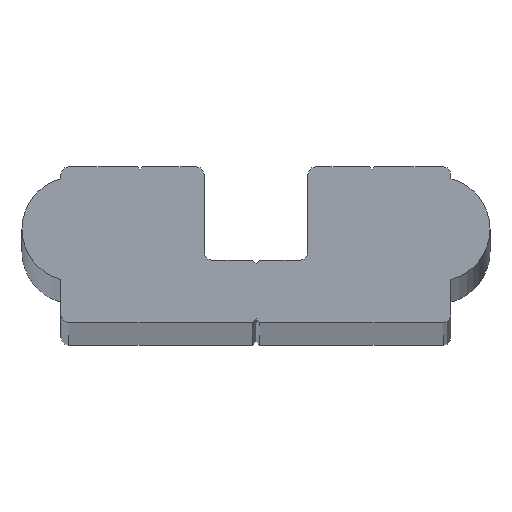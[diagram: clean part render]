
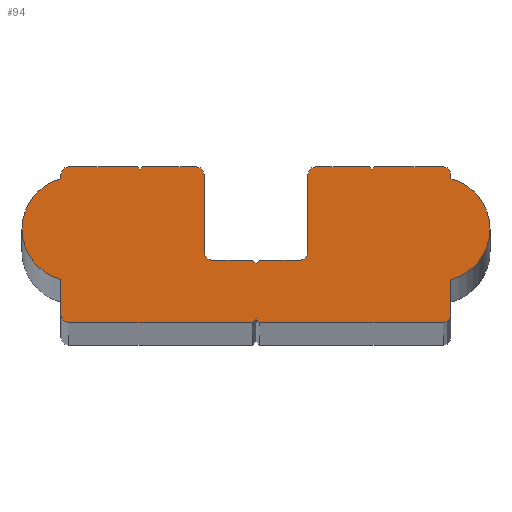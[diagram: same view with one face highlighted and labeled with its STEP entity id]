
A CAD part, top view. The second image highlights one B-rep face of the part: STEP entity #94.
In plain terms, the highlighted planar face has unit normal (0, 0, 1).
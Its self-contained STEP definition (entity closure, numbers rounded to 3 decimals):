
#94=ADVANCED_FACE('',(#150),#151,.T.);
#150=FACE_OUTER_BOUND('',#222,.T.);
#151=PLANE('',#223);
#222=EDGE_LOOP('',(#419,#420,#421,#422,#423,#424,#425,#426,#427,#428,#429,#430,#431,#432,#433,#434,#435,#436,#437,#438,#439,#440,#441,#442,#443,#444,#445,#446,#447,#448,#449,#450,#451,#452));
#223=AXIS2_PLACEMENT_3D('',#453,#454,#455);
#419=ORIENTED_EDGE('',*,*,#582,.T.);
#420=ORIENTED_EDGE('',*,*,#644,.F.);
#421=ORIENTED_EDGE('',*,*,#645,.F.);
#422=ORIENTED_EDGE('',*,*,#646,.F.);
#423=ORIENTED_EDGE('',*,*,#647,.F.);
#424=ORIENTED_EDGE('',*,*,#627,.F.);
#425=ORIENTED_EDGE('',*,*,#625,.T.);
#426=ORIENTED_EDGE('',*,*,#623,.T.);
#427=ORIENTED_EDGE('',*,*,#648,.F.);
#428=ORIENTED_EDGE('',*,*,#649,.F.);
#429=ORIENTED_EDGE('',*,*,#650,.F.);
#430=ORIENTED_EDGE('',*,*,#651,.F.);
#431=ORIENTED_EDGE('',*,*,#620,.F.);
#432=ORIENTED_EDGE('',*,*,#616,.T.);
#433=ORIENTED_EDGE('',*,*,#619,.T.);
#434=ORIENTED_EDGE('',*,*,#652,.F.);
#435=ORIENTED_EDGE('',*,*,#653,.F.);
#436=ORIENTED_EDGE('',*,*,#654,.F.);
#437=ORIENTED_EDGE('',*,*,#569,.T.);
#438=ORIENTED_EDGE('',*,*,#643,.T.);
#439=ORIENTED_EDGE('',*,*,#655,.F.);
#440=ORIENTED_EDGE('',*,*,#656,.F.);
#441=ORIENTED_EDGE('',*,*,#634,.F.);
#442=ORIENTED_EDGE('',*,*,#629,.T.);
#443=ORIENTED_EDGE('',*,*,#632,.T.);
#444=ORIENTED_EDGE('',*,*,#637,.F.);
#445=ORIENTED_EDGE('',*,*,#657,.F.);
#446=ORIENTED_EDGE('',*,*,#640,.F.);
#447=ORIENTED_EDGE('',*,*,#638,.T.);
#448=ORIENTED_EDGE('',*,*,#575,.T.);
#449=ORIENTED_EDGE('',*,*,#658,.F.);
#450=ORIENTED_EDGE('',*,*,#659,.F.);
#451=ORIENTED_EDGE('',*,*,#613,.F.);
#452=ORIENTED_EDGE('',*,*,#578,.T.);
#453=CARTESIAN_POINT('',(0.,14.338,2500.0));
#454=DIRECTION('',(0.0,0.0,1.0));
#455=DIRECTION('',(1.0,0.0,0.0));
#569=EDGE_CURVE('',#673,#670,#674,.T.);
#575=EDGE_CURVE('',#679,#683,#685,.T.);
#578=EDGE_CURVE('',#691,#689,#692,.T.);
#582=EDGE_CURVE('',#689,#696,#698,.T.);
#613=EDGE_CURVE('',#691,#756,#757,.T.);
#616=EDGE_CURVE('',#761,#759,#762,.T.);
#619=EDGE_CURVE('',#759,#764,#766,.T.);
#620=EDGE_CURVE('',#761,#767,#768,.T.);
#623=EDGE_CURVE('',#772,#770,#773,.T.);
#625=EDGE_CURVE('',#775,#772,#776,.T.);
#627=EDGE_CURVE('',#775,#778,#779,.T.);
#629=EDGE_CURVE('',#781,#782,#783,.T.);
#632=EDGE_CURVE('',#782,#786,#787,.T.);
#634=EDGE_CURVE('',#781,#789,#790,.T.);
#637=EDGE_CURVE('',#792,#786,#794,.T.);
#638=EDGE_CURVE('',#795,#679,#796,.T.);
#640=EDGE_CURVE('',#795,#798,#799,.T.);
#643=EDGE_CURVE('',#670,#801,#803,.T.);
#644=EDGE_CURVE('',#804,#696,#805,.T.);
#645=EDGE_CURVE('',#806,#804,#807,.T.);
#646=EDGE_CURVE('',#808,#806,#809,.T.);
#647=EDGE_CURVE('',#778,#808,#810,.T.);
#648=EDGE_CURVE('',#811,#770,#812,.T.);
#649=EDGE_CURVE('',#813,#811,#814,.T.);
#650=EDGE_CURVE('',#815,#813,#816,.T.);
#651=EDGE_CURVE('',#767,#815,#817,.T.);
#652=EDGE_CURVE('',#818,#764,#819,.T.);
#653=EDGE_CURVE('',#820,#818,#821,.T.);
#654=EDGE_CURVE('',#673,#820,#822,.T.);
#655=EDGE_CURVE('',#823,#801,#824,.T.);
#656=EDGE_CURVE('',#789,#823,#825,.T.);
#657=EDGE_CURVE('',#798,#792,#826,.T.);
#658=EDGE_CURVE('',#827,#683,#828,.T.);
#659=EDGE_CURVE('',#756,#827,#829,.T.);
#670=VERTEX_POINT('',#840);
#673=VERTEX_POINT('',#844);
#674=CIRCLE('',#845,10.0);
#679=VERTEX_POINT('',#851);
#683=VERTEX_POINT('',#856);
#685=CIRCLE('',#859,10.0);
#689=VERTEX_POINT('',#864);
#691=VERTEX_POINT('',#867);
#692=LINE('',#868,#869);
#696=VERTEX_POINT('',#875);
#698=LINE('',#878,#879);
#756=VERTEX_POINT('',#957);
#757=LINE('',#958,#959);
#759=VERTEX_POINT('',#962);
#761=VERTEX_POINT('',#965);
#762=LINE('',#966,#967);
#764=VERTEX_POINT('',#970);
#766=LINE('',#973,#974);
#767=VERTEX_POINT('',#975);
#768=LINE('',#976,#977);
#770=VERTEX_POINT('',#980);
#772=VERTEX_POINT('',#983);
#773=LINE('',#984,#985);
#775=VERTEX_POINT('',#988);
#776=LINE('',#989,#990);
#778=VERTEX_POINT('',#993);
#779=LINE('',#994,#995);
#781=VERTEX_POINT('',#998);
#782=VERTEX_POINT('',#999);
#783=LINE('',#1000,#1001);
#786=VERTEX_POINT('',#1006);
#787=LINE('',#1007,#1008);
#789=VERTEX_POINT('',#1011);
#790=LINE('',#1012,#1013);
#792=VERTEX_POINT('',#1016);
#794=LINE('',#1019,#1020);
#795=VERTEX_POINT('',#1021);
#796=CIRCLE('',#1022,10.0);
#798=VERTEX_POINT('',#1025);
#799=LINE('',#1026,#1027);
#801=VERTEX_POINT('',#1030);
#803=CIRCLE('',#1033,10.0);
#804=VERTEX_POINT('',#1034);
#805=LINE('',#1035,#1036);
#806=VERTEX_POINT('',#1037);
#807=CIRCLE('',#1038,1.5);
#808=VERTEX_POINT('',#1039);
#809=LINE('',#1040,#1041);
#810=CIRCLE('',#1042,1.5);
#811=VERTEX_POINT('',#1043);
#812=LINE('',#1044,#1045);
#813=VERTEX_POINT('',#1046);
#814=CIRCLE('',#1047,1.5);
#815=VERTEX_POINT('',#1048);
#816=LINE('',#1049,#1050);
#817=CIRCLE('',#1051,1.5);
#818=VERTEX_POINT('',#1052);
#819=LINE('',#1053,#1054);
#820=VERTEX_POINT('',#1055);
#821=CIRCLE('',#1056,1.5);
#822=LINE('',#1057,#1058);
#823=VERTEX_POINT('',#1059);
#824=LINE('',#1060,#1061);
#825=CIRCLE('',#1062,1.5);
#826=CIRCLE('',#1063,1.5);
#827=VERTEX_POINT('',#1064);
#828=LINE('',#1065,#1066);
#829=CIRCLE('',#1067,1.5);
#840=CARTESIAN_POINT('',(-45.0,18.0,2500.0));
#844=CARTESIAN_POINT('',(-37.5,27.682,2500.0));
#845=AXIS2_PLACEMENT_3D('',#1089,#1090,#1091);
#851=CARTESIAN_POINT('',(45.0,18.0,2500.0));
#856=CARTESIAN_POINT('',(37.5,27.682,2500.0));
#859=AXIS2_PLACEMENT_3D('',#1101,#1102,#1103);
#864=CARTESIAN_POINT('',(22.325,29.493,2500.0));
#867=CARTESIAN_POINT('',(22.832,30.0,2500.0));
#868=CARTESIAN_POINT('',(13.132,20.3,2500.0));
#869=VECTOR('',#1106,1.0);
#875=CARTESIAN_POINT('',(21.818,30.0,2500.0));
#878=CARTESIAN_POINT('',(20.356,31.462,2500.0));
#879=VECTOR('',#1110,1.0);
#957=CARTESIAN_POINT('',(36.0,30.0,2500.0));
#958=CARTESIAN_POINT('',(36.0,30.0,2500.0));
#959=VECTOR('',#1161,1.0);
#962=CARTESIAN_POINT('',(-22.325,29.493,2500.0));
#965=CARTESIAN_POINT('',(-21.818,30.0,2500.0));
#966=CARTESIAN_POINT('',(-20.356,31.462,2500.0));
#967=VECTOR('',#1164,1.0);
#970=CARTESIAN_POINT('',(-22.832,30.0,2500.0));
#973=CARTESIAN_POINT('',(-13.132,20.3,2500.0));
#974=VECTOR('',#1167,1.0);
#975=CARTESIAN_POINT('',(-11.5,30.0,2500.0));
#976=CARTESIAN_POINT('',(-36.0,30.0,2500.0));
#977=VECTOR('',#1168,1.0);
#980=CARTESIAN_POINT('',(-0.707,12.0,2500.0));
#983=CARTESIAN_POINT('',(0.0,11.293,2500.0));
#984=CARTESIAN_POINT('',(-0.938,12.231,2500.0));
#985=VECTOR('',#1171,1.0);
#988=CARTESIAN_POINT('',(0.707,12.0,2500.0));
#989=CARTESIAN_POINT('',(0.938,12.231,2500.0));
#990=VECTOR('',#1173,1.0);
#993=CARTESIAN_POINT('',(8.5,12.0,2500.0));
#994=CARTESIAN_POINT('',(-8.5,12.0,2500.0));
#995=VECTOR('',#1175,1.0);
#998=CARTESIAN_POINT('',(-0.707,0.0,2500.0));
#999=CARTESIAN_POINT('',(0.0,0.707,2500.0));
#1000=CARTESIAN_POINT('',(3.231,3.938,2500.0));
#1001=VECTOR('',#1177,1.0);
#1006=CARTESIAN_POINT('',(0.707,0.0,2500.0));
#1007=CARTESIAN_POINT('',(-3.231,3.938,2500.0));
#1008=VECTOR('',#1180,1.0);
#1011=CARTESIAN_POINT('',(-36.0,0.,2500.0));
#1012=CARTESIAN_POINT('',(-36.0,0.,2500.0));
#1013=VECTOR('',#1182,1.0);
#1016=CARTESIAN_POINT('',(36.0,0.,2500.0));
#1019=CARTESIAN_POINT('',(-36.0,0.,2500.0));
#1020=VECTOR('',#1185,1.0);
#1021=CARTESIAN_POINT('',(37.5,8.318,2500.0));
#1022=AXIS2_PLACEMENT_3D('',#1186,#1187,#1188);
#1025=CARTESIAN_POINT('',(37.5,1.5,2500.0));
#1026=CARTESIAN_POINT('',(37.5,1.5,2500.0));
#1027=VECTOR('',#1190,1.0);
#1030=CARTESIAN_POINT('',(-37.5,8.318,2500.0));
#1033=AXIS2_PLACEMENT_3D('',#1193,#1194,#1195);
#1034=CARTESIAN_POINT('',(11.5,30.0,2500.0));
#1035=CARTESIAN_POINT('',(36.0,30.0,2500.0));
#1036=VECTOR('',#1196,1.0);
#1037=CARTESIAN_POINT('',(10.,28.5,2500.0));
#1038=AXIS2_PLACEMENT_3D('',#1197,#1198,#1199);
#1039=CARTESIAN_POINT('',(10.,13.5,2500.0));
#1040=CARTESIAN_POINT('',(10.,28.5,2500.0));
#1041=VECTOR('',#1200,1.0);
#1042=AXIS2_PLACEMENT_3D('',#1201,#1202,#1203);
#1043=CARTESIAN_POINT('',(-8.5,12.0,2500.0));
#1044=CARTESIAN_POINT('',(-8.5,12.0,2500.0));
#1045=VECTOR('',#1204,1.0);
#1046=CARTESIAN_POINT('',(-10.0,13.5,2500.0));
#1047=AXIS2_PLACEMENT_3D('',#1205,#1206,#1207);
#1048=CARTESIAN_POINT('',(-10.0,28.5,2500.0));
#1049=CARTESIAN_POINT('',(-10.0,28.5,2500.0));
#1050=VECTOR('',#1208,1.0);
#1051=AXIS2_PLACEMENT_3D('',#1209,#1210,#1211);
#1052=CARTESIAN_POINT('',(-36.0,30.0,2500.0));
#1053=CARTESIAN_POINT('',(-36.0,30.0,2500.0));
#1054=VECTOR('',#1212,1.0);
#1055=CARTESIAN_POINT('',(-37.5,28.5,2500.0));
#1056=AXIS2_PLACEMENT_3D('',#1213,#1214,#1215);
#1057=CARTESIAN_POINT('',(-37.5,1.5,2500.0));
#1058=VECTOR('',#1216,1.0);
#1059=CARTESIAN_POINT('',(-37.5,1.5,2500.0));
#1060=CARTESIAN_POINT('',(-37.5,1.5,2500.0));
#1061=VECTOR('',#1217,1.0);
#1062=AXIS2_PLACEMENT_3D('',#1218,#1219,#1220);
#1063=AXIS2_PLACEMENT_3D('',#1221,#1222,#1223);
#1064=CARTESIAN_POINT('',(37.5,28.5,2500.0));
#1065=CARTESIAN_POINT('',(37.5,1.5,2500.0));
#1066=VECTOR('',#1224,1.0);
#1067=AXIS2_PLACEMENT_3D('',#1225,#1226,#1227);
#1089=CARTESIAN_POINT('',(-35.0,18.0,2500.0));
#1090=DIRECTION('',(0.0,0.0,1.0));
#1091=DIRECTION('',(1.0,0.0,0.0));
#1101=CARTESIAN_POINT('',(35.0,18.0,2500.0));
#1102=DIRECTION('',(0.0,0.0,1.0));
#1103=DIRECTION('',(1.0,0.0,0.0));
#1106=DIRECTION('',(-0.707,-0.707,0.0));
#1110=DIRECTION('',(-0.707,0.707,0.0));
#1161=DIRECTION('',(1.0,0.0,0.0));
#1164=DIRECTION('',(-0.707,-0.707,0.0));
#1167=DIRECTION('',(-0.707,0.707,0.0));
#1168=DIRECTION('',(1.0,0.0,0.0));
#1171=DIRECTION('',(-0.707,0.707,0.0));
#1173=DIRECTION('',(-0.707,-0.707,0.0));
#1175=DIRECTION('',(1.0,0.0,0.0));
#1177=DIRECTION('',(0.707,0.707,-0.0));
#1180=DIRECTION('',(0.707,-0.707,0.0));
#1182=DIRECTION('',(-1.0,-0.0,-0.0));
#1185=DIRECTION('',(-1.0,-0.0,-0.0));
#1186=CARTESIAN_POINT('',(35.0,18.0,2500.0));
#1187=DIRECTION('',(0.0,0.0,1.0));
#1188=DIRECTION('',(1.0,0.0,0.0));
#1190=DIRECTION('',(-0.0,-1.0,-0.0));
#1193=CARTESIAN_POINT('',(-35.0,18.0,2500.0));
#1194=DIRECTION('',(0.0,0.0,1.0));
#1195=DIRECTION('',(1.0,0.0,0.0));
#1196=DIRECTION('',(1.0,0.0,0.0));
#1197=CARTESIAN_POINT('',(11.5,28.5,2500.0));
#1198=DIRECTION('',(0.0,0.0,-1.0));
#1199=DIRECTION('',(1.0,0.0,0.0));
#1200=DIRECTION('',(0.,1.0,0.0));
#1201=CARTESIAN_POINT('',(8.5,13.5,2500.0));
#1202=DIRECTION('',(0.0,0.0,1.0));
#1203=DIRECTION('',(1.0,0.0,0.0));
#1204=DIRECTION('',(1.0,0.0,0.0));
#1205=CARTESIAN_POINT('',(-8.5,13.5,2500.0));
#1206=DIRECTION('',(0.0,0.0,1.0));
#1207=DIRECTION('',(1.0,0.0,0.0));
#1208=DIRECTION('',(0.0,-1.0,0.0));
#1209=CARTESIAN_POINT('',(-11.5,28.5,2500.0));
#1210=DIRECTION('',(0.0,0.0,-1.0));
#1211=DIRECTION('',(1.0,0.0,0.0));
#1212=DIRECTION('',(1.0,0.0,0.0));
#1213=CARTESIAN_POINT('',(-36.0,28.5,2500.0));
#1214=DIRECTION('',(0.0,0.0,-1.0));
#1215=DIRECTION('',(1.0,0.0,0.0));
#1216=DIRECTION('',(0.0,1.0,0.0));
#1217=DIRECTION('',(0.0,1.0,0.0));
#1218=CARTESIAN_POINT('',(-36.0,1.5,2500.0));
#1219=DIRECTION('',(0.0,0.0,-1.0));
#1220=DIRECTION('',(1.0,0.0,0.0));
#1221=CARTESIAN_POINT('',(36.0,1.5,2500.0));
#1222=DIRECTION('',(0.0,0.0,-1.0));
#1223=DIRECTION('',(1.0,0.0,0.0));
#1224=DIRECTION('',(-0.0,-1.0,-0.0));
#1225=CARTESIAN_POINT('',(36.0,28.5,2500.0));
#1226=DIRECTION('',(0.0,0.0,-1.0));
#1227=DIRECTION('',(1.0,0.0,0.0));
